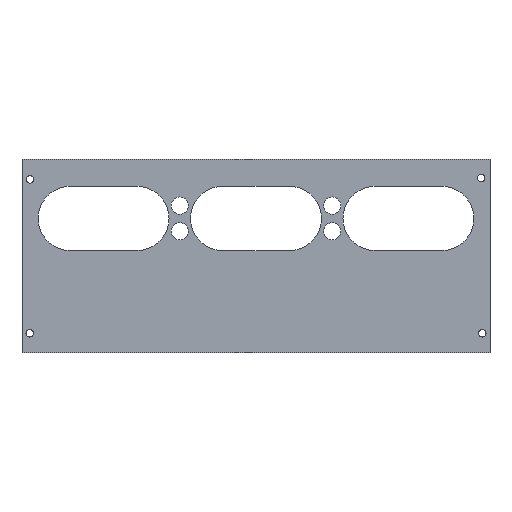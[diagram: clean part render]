
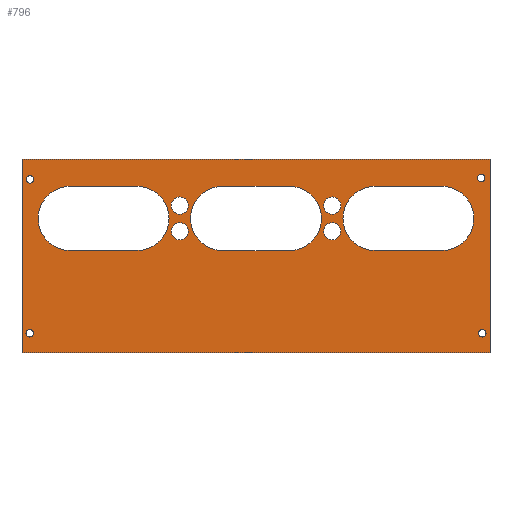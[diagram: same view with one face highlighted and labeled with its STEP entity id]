
A CAD part, top view. The second image highlights one B-rep face of the part: STEP entity #796.
In plain terms, the highlighted planar face has unit normal (0, 0, 1).
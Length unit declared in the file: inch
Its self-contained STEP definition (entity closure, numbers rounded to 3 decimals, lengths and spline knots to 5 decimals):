
#167=DIRECTION('',(0.,-1.,0.));
#168=VECTOR('',#167,90.);
#169=CARTESIAN_POINT('',(0.,0.,1.9));
#170=LINE('',#169,#168);
#171=DIRECTION('',(-1.,0.,0.));
#172=VECTOR('',#171,218.);
#173=CARTESIAN_POINT('',(218.,0.,1.9));
#174=LINE('',#173,#172);
#175=DIRECTION('',(0.,1.,0.));
#176=VECTOR('',#175,90.);
#177=CARTESIAN_POINT('',(218.,-90.,1.9));
#178=LINE('',#177,#176);
#179=DIRECTION('',(1.,0.,0.));
#180=VECTOR('',#179,218.);
#181=CARTESIAN_POINT('',(0.,-90.,1.9));
#182=LINE('',#181,#180);
#183=CARTESIAN_POINT('',(3.7,-9.3,1.9));
#184=DIRECTION('',(0.,0.,1.));
#185=DIRECTION('',(1.,0.,0.));
#186=AXIS2_PLACEMENT_3D('',#183,#184,#185);
#188=CARTESIAN_POINT('',(3.7,-9.3,1.9));
#189=DIRECTION('',(0.,0.,1.));
#190=DIRECTION('',(-1.,0.,0.));
#191=AXIS2_PLACEMENT_3D('',#188,#189,#190);
#193=CARTESIAN_POINT('',(213.9,-8.7,1.9));
#194=DIRECTION('',(0.,0.,1.));
#195=DIRECTION('',(1.,0.,0.));
#196=AXIS2_PLACEMENT_3D('',#193,#194,#195);
#198=CARTESIAN_POINT('',(213.9,-8.7,1.9));
#199=DIRECTION('',(0.,0.,1.));
#200=DIRECTION('',(-1.,0.,0.));
#201=AXIS2_PLACEMENT_3D('',#198,#199,#200);
#203=CARTESIAN_POINT('',(214.4,-81.,1.9));
#204=DIRECTION('',(0.,0.,1.));
#205=DIRECTION('',(1.,0.,0.));
#206=AXIS2_PLACEMENT_3D('',#203,#204,#205);
#208=CARTESIAN_POINT('',(214.4,-81.,1.9));
#209=DIRECTION('',(0.,0.,1.));
#210=DIRECTION('',(-1.,0.,0.));
#211=AXIS2_PLACEMENT_3D('',#208,#209,#210);
#213=CARTESIAN_POINT('',(3.6,-81.,1.9));
#214=DIRECTION('',(0.,0.,1.));
#215=DIRECTION('',(1.,0.,0.));
#216=AXIS2_PLACEMENT_3D('',#213,#214,#215);
#218=CARTESIAN_POINT('',(3.6,-81.,1.9));
#219=DIRECTION('',(0.,0.,1.));
#220=DIRECTION('',(-1.,0.,0.));
#221=AXIS2_PLACEMENT_3D('',#218,#219,#220);
#223=CARTESIAN_POINT('',(73.5,-21.5,1.9));
#224=DIRECTION('',(0.,0.,1.));
#225=DIRECTION('',(1.,0.,0.));
#226=AXIS2_PLACEMENT_3D('',#223,#224,#225);
#228=CARTESIAN_POINT('',(73.5,-21.5,1.9));
#229=DIRECTION('',(0.,0.,1.));
#230=DIRECTION('',(-1.,0.,0.));
#231=AXIS2_PLACEMENT_3D('',#228,#229,#230);
#233=CARTESIAN_POINT('',(73.5,-33.5,1.9));
#234=DIRECTION('',(0.,0.,1.));
#235=DIRECTION('',(1.,0.,0.));
#236=AXIS2_PLACEMENT_3D('',#233,#234,#235);
#238=CARTESIAN_POINT('',(73.5,-33.5,1.9));
#239=DIRECTION('',(0.,0.,1.));
#240=DIRECTION('',(-1.,0.,0.));
#241=AXIS2_PLACEMENT_3D('',#238,#239,#240);
#243=CARTESIAN_POINT('',(144.49574,-21.5,1.9));
#244=DIRECTION('',(0.,0.,1.));
#245=DIRECTION('',(1.,0.,0.));
#246=AXIS2_PLACEMENT_3D('',#243,#244,#245);
#248=CARTESIAN_POINT('',(144.49574,-21.5,1.9));
#249=DIRECTION('',(0.,0.,1.));
#250=DIRECTION('',(-1.,0.,0.));
#251=AXIS2_PLACEMENT_3D('',#248,#249,#250);
#253=CARTESIAN_POINT('',(144.49574,-33.5,1.9));
#254=DIRECTION('',(0.,0.,1.));
#255=DIRECTION('',(1.,0.,0.));
#256=AXIS2_PLACEMENT_3D('',#253,#254,#255);
#258=CARTESIAN_POINT('',(144.49574,-33.5,1.9));
#259=DIRECTION('',(0.,0.,1.));
#260=DIRECTION('',(-1.,0.,0.));
#261=AXIS2_PLACEMENT_3D('',#258,#259,#260);
#263=CARTESIAN_POINT('',(22.5,-27.5,1.9));
#264=DIRECTION('',(0.,0.,1.));
#265=DIRECTION('',(0.,1.,0.));
#266=AXIS2_PLACEMENT_3D('',#263,#264,#265);
#268=DIRECTION('',(1.,0.,0.));
#269=VECTOR('',#268,31.);
#270=CARTESIAN_POINT('',(22.5,-42.5,1.9));
#271=LINE('',#270,#269);
#272=CARTESIAN_POINT('',(53.5,-27.5,1.9));
#273=DIRECTION('',(0.,0.,1.));
#274=DIRECTION('',(0.,-1.,0.));
#275=AXIS2_PLACEMENT_3D('',#272,#273,#274);
#277=DIRECTION('',(-1.,0.,0.));
#278=VECTOR('',#277,31.);
#279=CARTESIAN_POINT('',(53.5,-12.5,1.9));
#280=LINE('',#279,#278);
#281=DIRECTION('',(1.,0.,0.));
#282=VECTOR('',#281,31.);
#283=CARTESIAN_POINT('',(93.5,-42.5,1.9));
#284=LINE('',#283,#282);
#285=CARTESIAN_POINT('',(124.5,-27.5,1.9));
#286=DIRECTION('',(0.,0.,1.));
#287=DIRECTION('',(0.,-1.,0.));
#288=AXIS2_PLACEMENT_3D('',#285,#286,#287);
#290=DIRECTION('',(-1.,0.,0.));
#291=VECTOR('',#290,31.);
#292=CARTESIAN_POINT('',(124.5,-12.5,1.9));
#293=LINE('',#292,#291);
#294=CARTESIAN_POINT('',(93.5,-27.5,1.9));
#295=DIRECTION('',(0.,0.,1.));
#296=DIRECTION('',(0.,1.,0.));
#297=AXIS2_PLACEMENT_3D('',#294,#295,#296);
#299=CARTESIAN_POINT('',(164.5,-27.5,1.9));
#300=DIRECTION('',(0.,0.,1.));
#301=DIRECTION('',(0.,1.,0.));
#302=AXIS2_PLACEMENT_3D('',#299,#300,#301);
#304=DIRECTION('',(1.,0.,0.));
#305=VECTOR('',#304,31.);
#306=CARTESIAN_POINT('',(164.5,-42.5,1.9));
#307=LINE('',#306,#305);
#308=CARTESIAN_POINT('',(195.5,-27.5,1.9));
#309=DIRECTION('',(0.,0.,1.));
#310=DIRECTION('',(0.,-1.,0.));
#311=AXIS2_PLACEMENT_3D('',#308,#309,#310);
#313=DIRECTION('',(-1.,0.,0.));
#314=VECTOR('',#313,31.);
#315=CARTESIAN_POINT('',(195.5,-12.5,1.9));
#316=LINE('',#315,#314);
#437=CARTESIAN_POINT('',(0.,0.,1.9));
#438=CARTESIAN_POINT('',(0.,-90.,1.9));
#439=VERTEX_POINT('',#437);
#440=VERTEX_POINT('',#438);
#441=CARTESIAN_POINT('',(218.,-90.,1.9));
#442=VERTEX_POINT('',#441);
#443=CARTESIAN_POINT('',(218.,0.,1.9));
#444=VERTEX_POINT('',#443);
#461=CARTESIAN_POINT('',(5.45,-9.3,1.9));
#462=CARTESIAN_POINT('',(1.95,-9.3,1.9));
#463=VERTEX_POINT('',#461);
#464=VERTEX_POINT('',#462);
#465=CARTESIAN_POINT('',(215.65,-8.7,1.9));
#466=CARTESIAN_POINT('',(212.15,-8.7,1.9));
#467=VERTEX_POINT('',#465);
#468=VERTEX_POINT('',#466);
#469=CARTESIAN_POINT('',(216.15,-81.,1.9));
#470=CARTESIAN_POINT('',(212.65,-81.,1.9));
#471=VERTEX_POINT('',#469);
#472=VERTEX_POINT('',#470);
#473=CARTESIAN_POINT('',(5.35,-81.,1.9));
#474=CARTESIAN_POINT('',(1.85,-81.,1.9));
#475=VERTEX_POINT('',#473);
#476=VERTEX_POINT('',#474);
#493=CARTESIAN_POINT('',(77.5,-21.5,1.9));
#494=CARTESIAN_POINT('',(69.5,-21.5,1.9));
#495=VERTEX_POINT('',#493);
#496=VERTEX_POINT('',#494);
#497=CARTESIAN_POINT('',(77.5,-33.5,1.9));
#498=CARTESIAN_POINT('',(69.5,-33.5,1.9));
#499=VERTEX_POINT('',#497);
#500=VERTEX_POINT('',#498);
#501=CARTESIAN_POINT('',(148.49574,-21.5,1.9));
#502=CARTESIAN_POINT('',(140.49574,-21.5,1.9));
#503=VERTEX_POINT('',#501);
#504=VERTEX_POINT('',#502);
#505=CARTESIAN_POINT('',(148.49574,-33.5,1.9));
#506=CARTESIAN_POINT('',(140.49574,-33.5,1.9));
#507=VERTEX_POINT('',#505);
#508=VERTEX_POINT('',#506);
#533=CARTESIAN_POINT('',(22.5,-12.5,1.9));
#534=CARTESIAN_POINT('',(22.5,-42.5,1.9));
#535=VERTEX_POINT('',#533);
#536=VERTEX_POINT('',#534);
#537=CARTESIAN_POINT('',(53.5,-42.5,1.9));
#538=VERTEX_POINT('',#537);
#539=CARTESIAN_POINT('',(53.5,-12.5,1.9));
#540=VERTEX_POINT('',#539);
#541=CARTESIAN_POINT('',(93.5,-42.5,1.9));
#542=CARTESIAN_POINT('',(124.5,-42.5,1.9));
#543=VERTEX_POINT('',#541);
#544=VERTEX_POINT('',#542);
#545=CARTESIAN_POINT('',(124.5,-12.5,1.9));
#546=VERTEX_POINT('',#545);
#547=CARTESIAN_POINT('',(93.5,-12.5,1.9));
#548=VERTEX_POINT('',#547);
#549=CARTESIAN_POINT('',(164.5,-12.5,1.9));
#550=CARTESIAN_POINT('',(164.5,-42.5,1.9));
#551=VERTEX_POINT('',#549);
#552=VERTEX_POINT('',#550);
#553=CARTESIAN_POINT('',(195.5,-42.5,1.9));
#554=VERTEX_POINT('',#553);
#555=CARTESIAN_POINT('',(195.5,-12.5,1.9));
#556=VERTEX_POINT('',#555);
#707=CARTESIAN_POINT('',(0.,0.,1.9));
#708=DIRECTION('',(0.,0.,1.));
#709=DIRECTION('',(1.,0.,0.));
#710=AXIS2_PLACEMENT_3D('',#707,#708,#709);
#711=PLANE('',#710);
#712=ORIENTED_EDGE('',*,*,#659,.F.);
#713=ORIENTED_EDGE('',*,*,#674,.F.);
#714=ORIENTED_EDGE('',*,*,#688,.F.);
#715=ORIENTED_EDGE('',*,*,#701,.F.);
#716=EDGE_LOOP('',(#712,#713,#714,#715));
#717=FACE_OUTER_BOUND('',#716,.F.);
#719=ORIENTED_EDGE('',*,*,#718,.T.);
#721=ORIENTED_EDGE('',*,*,#720,.T.);
#722=EDGE_LOOP('',(#719,#721));
#723=FACE_BOUND('',#722,.F.);
#725=ORIENTED_EDGE('',*,*,#724,.T.);
#727=ORIENTED_EDGE('',*,*,#726,.T.);
#728=EDGE_LOOP('',(#725,#727));
#729=FACE_BOUND('',#728,.F.);
#731=ORIENTED_EDGE('',*,*,#730,.T.);
#733=ORIENTED_EDGE('',*,*,#732,.T.);
#734=EDGE_LOOP('',(#731,#733));
#735=FACE_BOUND('',#734,.F.);
#737=ORIENTED_EDGE('',*,*,#736,.T.);
#739=ORIENTED_EDGE('',*,*,#738,.T.);
#740=EDGE_LOOP('',(#737,#739));
#741=FACE_BOUND('',#740,.F.);
#743=ORIENTED_EDGE('',*,*,#742,.T.);
#745=ORIENTED_EDGE('',*,*,#744,.T.);
#746=EDGE_LOOP('',(#743,#745));
#747=FACE_BOUND('',#746,.F.);
#749=ORIENTED_EDGE('',*,*,#748,.T.);
#751=ORIENTED_EDGE('',*,*,#750,.T.);
#752=EDGE_LOOP('',(#749,#751));
#753=FACE_BOUND('',#752,.F.);
#755=ORIENTED_EDGE('',*,*,#754,.T.);
#757=ORIENTED_EDGE('',*,*,#756,.T.);
#758=EDGE_LOOP('',(#755,#757));
#759=FACE_BOUND('',#758,.F.);
#761=ORIENTED_EDGE('',*,*,#760,.T.);
#763=ORIENTED_EDGE('',*,*,#762,.T.);
#764=EDGE_LOOP('',(#761,#763));
#765=FACE_BOUND('',#764,.F.);
#767=ORIENTED_EDGE('',*,*,#766,.T.);
#769=ORIENTED_EDGE('',*,*,#768,.T.);
#771=ORIENTED_EDGE('',*,*,#770,.T.);
#773=ORIENTED_EDGE('',*,*,#772,.T.);
#774=EDGE_LOOP('',(#767,#769,#771,#773));
#775=FACE_BOUND('',#774,.F.);
#777=ORIENTED_EDGE('',*,*,#776,.T.);
#779=ORIENTED_EDGE('',*,*,#778,.T.);
#781=ORIENTED_EDGE('',*,*,#780,.T.);
#783=ORIENTED_EDGE('',*,*,#782,.T.);
#784=EDGE_LOOP('',(#777,#779,#781,#783));
#785=FACE_BOUND('',#784,.F.);
#787=ORIENTED_EDGE('',*,*,#786,.T.);
#789=ORIENTED_EDGE('',*,*,#788,.T.);
#791=ORIENTED_EDGE('',*,*,#790,.T.);
#793=ORIENTED_EDGE('',*,*,#792,.T.);
#794=EDGE_LOOP('',(#787,#789,#791,#793));
#795=FACE_BOUND('',#794,.F.);
#796=ADVANCED_FACE('',(#717,#723,#729,#735,#741,#747,#753,#759,#765,#775,#785,
#795),#711,.T.);
#187=CIRCLE('',#186,1.75);
#192=CIRCLE('',#191,1.75);
#197=CIRCLE('',#196,1.75);
#202=CIRCLE('',#201,1.75);
#207=CIRCLE('',#206,1.75);
#212=CIRCLE('',#211,1.75);
#217=CIRCLE('',#216,1.75);
#222=CIRCLE('',#221,1.75);
#227=CIRCLE('',#226,4.);
#232=CIRCLE('',#231,4.);
#237=CIRCLE('',#236,4.);
#242=CIRCLE('',#241,4.);
#247=CIRCLE('',#246,4.);
#252=CIRCLE('',#251,4.);
#257=CIRCLE('',#256,4.);
#262=CIRCLE('',#261,4.);
#267=CIRCLE('',#266,15.);
#276=CIRCLE('',#275,15.);
#289=CIRCLE('',#288,15.);
#298=CIRCLE('',#297,15.);
#303=CIRCLE('',#302,15.);
#312=CIRCLE('',#311,15.);
#659=EDGE_CURVE('',#439,#440,#170,.T.);
#674=EDGE_CURVE('',#444,#439,#174,.T.);
#688=EDGE_CURVE('',#442,#444,#178,.T.);
#701=EDGE_CURVE('',#440,#442,#182,.T.);
#718=EDGE_CURVE('',#463,#464,#187,.T.);
#720=EDGE_CURVE('',#464,#463,#192,.T.);
#724=EDGE_CURVE('',#467,#468,#197,.T.);
#726=EDGE_CURVE('',#468,#467,#202,.T.);
#730=EDGE_CURVE('',#471,#472,#207,.T.);
#732=EDGE_CURVE('',#472,#471,#212,.T.);
#736=EDGE_CURVE('',#475,#476,#217,.T.);
#738=EDGE_CURVE('',#476,#475,#222,.T.);
#742=EDGE_CURVE('',#495,#496,#227,.T.);
#744=EDGE_CURVE('',#496,#495,#232,.T.);
#748=EDGE_CURVE('',#499,#500,#237,.T.);
#750=EDGE_CURVE('',#500,#499,#242,.T.);
#754=EDGE_CURVE('',#503,#504,#247,.T.);
#756=EDGE_CURVE('',#504,#503,#252,.T.);
#760=EDGE_CURVE('',#507,#508,#257,.T.);
#762=EDGE_CURVE('',#508,#507,#262,.T.);
#766=EDGE_CURVE('',#535,#536,#267,.T.);
#768=EDGE_CURVE('',#536,#538,#271,.T.);
#770=EDGE_CURVE('',#538,#540,#276,.T.);
#772=EDGE_CURVE('',#540,#535,#280,.T.);
#776=EDGE_CURVE('',#543,#544,#284,.T.);
#778=EDGE_CURVE('',#544,#546,#289,.T.);
#780=EDGE_CURVE('',#546,#548,#293,.T.);
#782=EDGE_CURVE('',#548,#543,#298,.T.);
#786=EDGE_CURVE('',#551,#552,#303,.T.);
#788=EDGE_CURVE('',#552,#554,#307,.T.);
#790=EDGE_CURVE('',#554,#556,#312,.T.);
#792=EDGE_CURVE('',#556,#551,#316,.T.);
